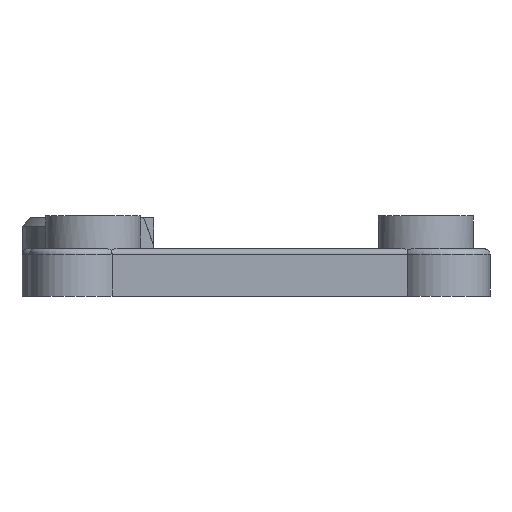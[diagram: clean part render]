
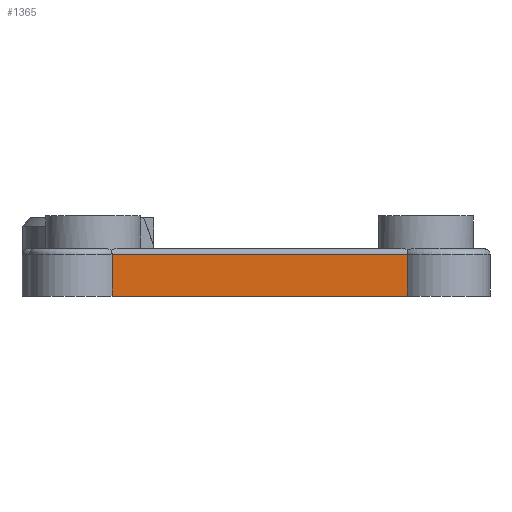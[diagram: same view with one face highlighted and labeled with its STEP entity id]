
A CAD part, left-side view. The second image highlights one B-rep face of the part: STEP entity #1365.
In plain terms, the highlighted planar face has unit normal (-1, 0, 0).
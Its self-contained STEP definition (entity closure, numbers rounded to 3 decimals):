
#102=FACE_OUTER_BOUND('',#180,.T.);
#180=EDGE_LOOP('',(#960,#961,#962,#963));
#375=LINE('',#2168,#479);
#376=LINE('',#2170,#480);
#377=LINE('',#2172,#481);
#378=LINE('',#2173,#482);
#479=VECTOR('',#1708,3.5);
#480=VECTOR('',#1709,24.852);
#481=VECTOR('',#1710,3.5);
#482=VECTOR('',#1711,24.852);
#603=VERTEX_POINT('',#2166);
#604=VERTEX_POINT('',#2167);
#605=VERTEX_POINT('',#2169);
#606=VERTEX_POINT('',#2171);
#745=EDGE_CURVE('',#603,#604,#375,.T.);
#746=EDGE_CURVE('',#603,#605,#376,.T.);
#747=EDGE_CURVE('',#606,#605,#377,.F.);
#748=EDGE_CURVE('',#604,#606,#378,.T.);
#960=ORIENTED_EDGE('',*,*,#745,.F.);
#961=ORIENTED_EDGE('',*,*,#746,.T.);
#962=ORIENTED_EDGE('',*,*,#747,.F.);
#963=ORIENTED_EDGE('',*,*,#748,.F.);
#1327=PLANE('',#1475);
#1365=ADVANCED_FACE('',(#102),#1327,.T.);
#1475=AXIS2_PLACEMENT_3D('',#2165,#1706,#1707);
#1706=DIRECTION('center_axis',(-1.,0.,0.));
#1707=DIRECTION('ref_axis',(0.,0.,1.));
#1708=DIRECTION('',(0.,0.,-1.));
#1709=DIRECTION('',(0.,1.,0.));
#1710=DIRECTION('',(0.,0.,-1.));
#1711=DIRECTION('',(0.,1.,0.));
#2165=CARTESIAN_POINT('Origin',(-50.4,-14.4,4.));
#2166=CARTESIAN_POINT('',(-50.4,-10.926,3.5));
#2167=CARTESIAN_POINT('',(-50.4,-10.926,0.));
#2168=CARTESIAN_POINT('',(-50.4,-10.926,3.5));
#2169=CARTESIAN_POINT('',(-50.4,13.926,3.5));
#2170=CARTESIAN_POINT('',(-50.4,-10.926,3.5));
#2171=CARTESIAN_POINT('',(-50.4,13.926,0.));
#2172=CARTESIAN_POINT('',(-50.4,13.926,3.5));
#2173=CARTESIAN_POINT('',(-50.4,-10.926,0.));
